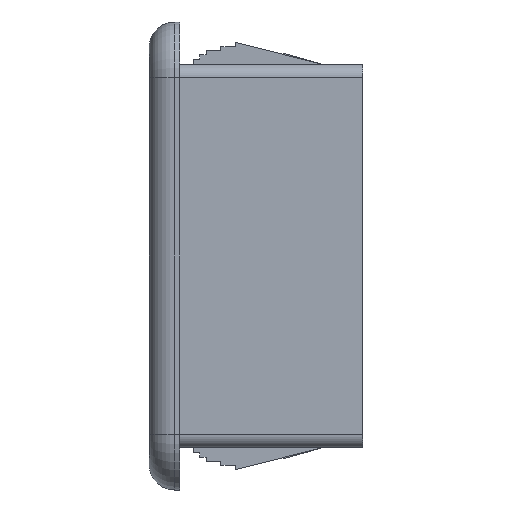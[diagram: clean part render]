
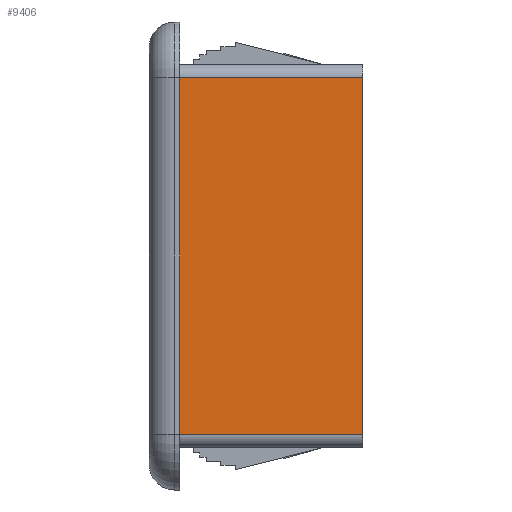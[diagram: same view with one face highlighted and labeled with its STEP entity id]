
A CAD part, left-side view. The second image highlights one B-rep face of the part: STEP entity #9406.
In plain terms, the highlighted planar face has unit normal (-1, 0, 0).
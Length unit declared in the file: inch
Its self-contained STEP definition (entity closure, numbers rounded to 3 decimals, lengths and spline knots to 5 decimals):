
#149=DIRECTION('',(0.,0.,1.));
#150=VECTOR('',#149,1.756);
#151=CARTESIAN_POINT('',(-3.062,0.,-0.878));
#152=LINE('',#151,#150);
#523=DIRECTION('',(0.,0.,1.));
#524=VECTOR('',#523,1.756);
#525=CARTESIAN_POINT('',(-3.062,-0.9,-0.878));
#526=LINE('',#525,#524);
#3226=DIRECTION('',(0.,-1.,0.));
#3227=VECTOR('',#3226,0.9);
#3228=CARTESIAN_POINT('',(-3.062,0.,0.878));
#3229=LINE('',#3228,#3227);
#3244=DIRECTION('',(0.,1.,0.));
#3245=VECTOR('',#3244,0.9);
#3246=CARTESIAN_POINT('',(-3.062,-0.9,-0.878));
#3247=LINE('',#3246,#3245);
#4213=CARTESIAN_POINT('',(-3.062,-0.9,0.878));
#4214=VERTEX_POINT('',#4213);
#4215=CARTESIAN_POINT('',(-3.062,0.,0.878));
#4216=VERTEX_POINT('',#4215);
#4221=CARTESIAN_POINT('',(-3.062,-0.9,-0.878));
#4222=CARTESIAN_POINT('',(-3.062,0.,-0.878));
#4223=VERTEX_POINT('',#4221);
#4224=VERTEX_POINT('',#4222);
#9394=CARTESIAN_POINT('',(-3.062,0.,-0.94));
#9395=DIRECTION('',(-1.,0.,0.));
#9396=DIRECTION('',(0.,-1.,0.));
#9397=AXIS2_PLACEMENT_3D('',#9394,#9395,#9396);
#9398=PLANE('',#9397);
#9399=ORIENTED_EDGE('',*,*,#9388,.T.);
#9400=ORIENTED_EDGE('',*,*,#5947,.F.);
#9402=ORIENTED_EDGE('',*,*,#9401,.T.);
#9403=ORIENTED_EDGE('',*,*,#5584,.T.);
#9404=EDGE_LOOP('',(#9399,#9400,#9402,#9403));
#9405=FACE_OUTER_BOUND('',#9404,.F.);
#5584=EDGE_CURVE('',#4224,#4216,#152,.T.);
#5947=EDGE_CURVE('',#4223,#4214,#526,.T.);
#9388=EDGE_CURVE('',#4216,#4214,#3229,.T.);
#9401=EDGE_CURVE('',#4223,#4224,#3247,.T.);
#9406=ADVANCED_FACE('',(#9405),#9398,.T.);
